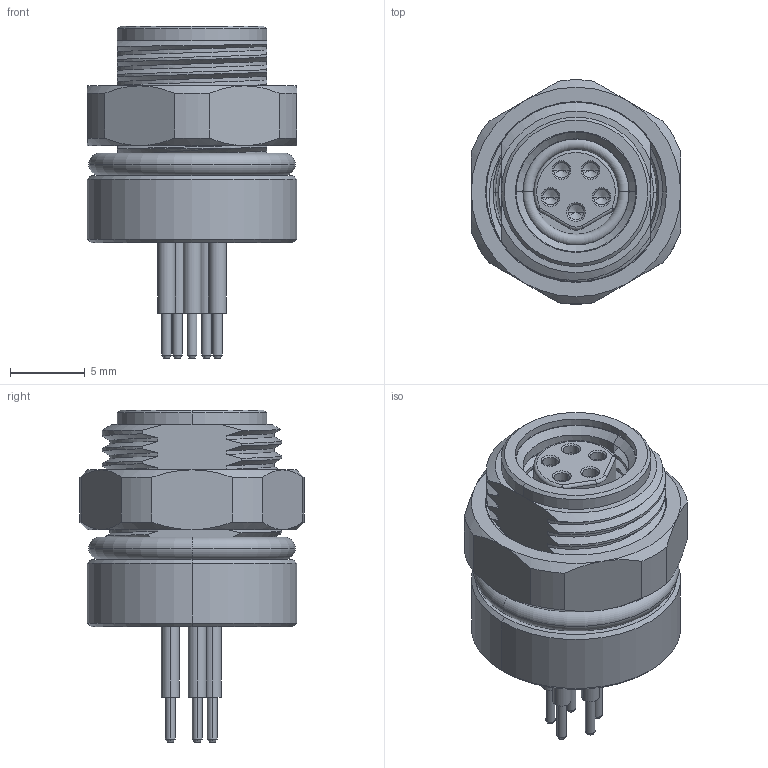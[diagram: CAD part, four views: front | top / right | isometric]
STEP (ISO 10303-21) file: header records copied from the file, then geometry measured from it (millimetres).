
FILE_DESCRIPTION((''),'2;1');
FILE_NAME('5P-K1555B_','2025-09-13T',('gongcheng16'),(''),'PRO/ENGINEER BY PARAMETRIC TECHNOLOGY CORPORATION, 2010280','PRO/ENGINEER BY PARAMETRIC TECHNOLOGY CORPORATION, 2010280','');
FILE_SCHEMA(('CONFIG_CONTROL_DESIGN'));
Length unit declared in the file: millimetre
Products named in the file (1): 5P-K1555B_
Bounding box: 14 x 14.98 x 22.2 mm (x, y, z)
Volume: 219.5 mm3; surface area: 3275.7 mm2
Topology: 1 solids, 11 shells, 517 faces, 1243 edges, 778 vertices
Faces by surface type: cylinder 180, plane 150, cone 102, bspline 59, torus 24, sphere 2
Entity records: 31425 total; most frequent: CARTESIAN_POINT 19632, ORIENTED_EDGE 2466, DIRECTION 2393, EDGE_CURVE 1233, AXIS2_PLACEMENT_3D 948, VERTEX_POINT 778, EDGE_LOOP 575, FACE_OUTER_BOUND 517
